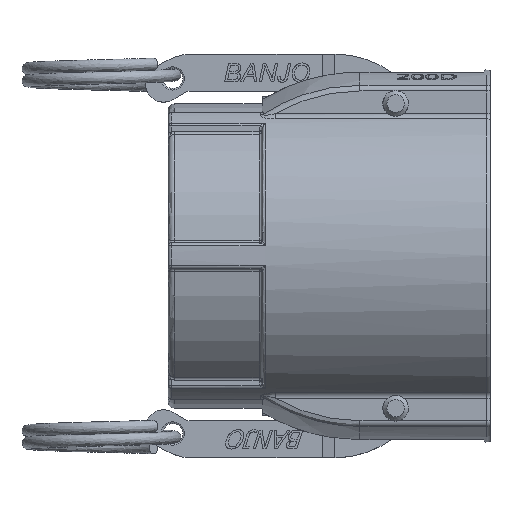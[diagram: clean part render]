
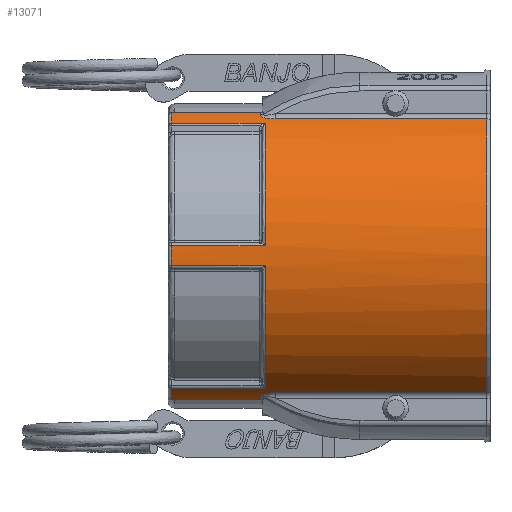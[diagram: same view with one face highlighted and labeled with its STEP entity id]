
A CAD part, top view. The second image highlights one B-rep face of the part: STEP entity #13071.
In plain terms, the highlighted cylindrical face has radius 39.37 mm (diameter 78.74 mm), a partial arc.
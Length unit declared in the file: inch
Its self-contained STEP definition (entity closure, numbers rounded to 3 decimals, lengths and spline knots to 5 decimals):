
#802=CYLINDRICAL_SURFACE('',#14118,1.55);
#997=FACE_OUTER_BOUND('',#1792,.T.);
#1792=EDGE_LOOP('',(#9285,#9286,#9287,#9288,#9289,#9290,#9291,#9292,#9293,
#9294,#9295,#9296,#9297,#9298,#9299,#9300,#9301,#9302));
#2596=CIRCLE('',#14004,1.55);
#2665=CIRCLE('',#14117,1.55);
#2666=CIRCLE('',#14119,1.55);
#2667=CIRCLE('',#14120,1.55);
#2668=CIRCLE('',#14121,1.55);
#2669=CIRCLE('',#14122,1.55);
#2670=CIRCLE('',#14123,1.55);
#2671=CIRCLE('',#14124,1.55);
#3001=B_SPLINE_CURVE_WITH_KNOTS('',3,(#19318,#19319,#19320,#19321,#19322,
#19323,#19324),.UNSPECIFIED.,.F.,.F.,(4,1,1,1,4),(-0.46363,-0.26493,
-0.13247,-0.06623,0.),.UNSPECIFIED.);
#3002=B_SPLINE_CURVE_WITH_KNOTS('',3,(#19328,#19329,#19330,#19331,#19332,
#19333,#19334),.UNSPECIFIED.,.F.,.F.,(4,1,1,1,4),(-0.46304,-0.39689,
-0.2646,-0.1323,0.),.UNSPECIFIED.);
#3679=LINE('',#18303,#4599);
#3714=LINE('',#18650,#4634);
#3722=LINE('',#18852,#4642);
#3747=LINE('',#19311,#4667);
#3748=LINE('',#19315,#4668);
#3749=LINE('',#19326,#4669);
#3750=LINE('',#19338,#4670);
#3751=LINE('',#19341,#4671);
#4599=VECTOR('',#14939,0.3937);
#4634=VECTOR('',#15142,0.3937);
#4642=VECTOR('',#15194,0.3937);
#4667=VECTOR('',#15335,0.3937);
#4668=VECTOR('',#15338,0.3937);
#4669=VECTOR('',#15341,0.3937);
#4670=VECTOR('',#15344,0.3937);
#4671=VECTOR('',#15347,0.3937);
#5556=VERTEX_POINT('',#18300);
#5557=VERTEX_POINT('',#18302);
#5599=VERTEX_POINT('',#18412);
#5612=VERTEX_POINT('',#18501);
#5625=VERTEX_POINT('',#18628);
#5627=VERTEX_POINT('',#18648);
#5632=VERTEX_POINT('',#18687);
#5645=VERTEX_POINT('',#18826);
#5647=VERTEX_POINT('',#18850);
#5702=VERTEX_POINT('',#19310);
#5703=VERTEX_POINT('',#19312);
#5704=VERTEX_POINT('',#19314);
#5705=VERTEX_POINT('',#19316);
#5706=VERTEX_POINT('',#19325);
#5707=VERTEX_POINT('',#19327);
#5708=VERTEX_POINT('',#19335);
#5709=VERTEX_POINT('',#19337);
#5710=VERTEX_POINT('',#19339);
#6883=EDGE_CURVE('',#5556,#5557,#3679,.T.);
#6939=EDGE_CURVE('',#5599,#5556,#2596,.T.);
#6985=EDGE_CURVE('',#5627,#5625,#3714,.T.);
#7016=EDGE_CURVE('',#5647,#5645,#3722,.T.);
#7098=EDGE_CURVE('',#5625,#5612,#2665,.T.);
#7099=EDGE_CURVE('',#5702,#5612,#3747,.T.);
#7100=EDGE_CURVE('',#5703,#5627,#2666,.T.);
#7101=EDGE_CURVE('',#5704,#5703,#3748,.T.);
#7102=EDGE_CURVE('',#5705,#5704,#2667,.T.);
#7103=EDGE_CURVE('',#5557,#5705,#3001,.T.);
#7104=EDGE_CURVE('',#5706,#5599,#3749,.T.);
#7105=EDGE_CURVE('',#5707,#5706,#3002,.T.);
#7106=EDGE_CURVE('',#5708,#5707,#2668,.T.);
#7107=EDGE_CURVE('',#5709,#5708,#3750,.T.);
#7108=EDGE_CURVE('',#5710,#5709,#2669,.T.);
#7109=EDGE_CURVE('',#5710,#5632,#3751,.T.);
#7110=EDGE_CURVE('',#5645,#5632,#2670,.T.);
#7111=EDGE_CURVE('',#5702,#5647,#2671,.T.);
#9285=ORIENTED_EDGE('',*,*,#7099,.T.);
#9286=ORIENTED_EDGE('',*,*,#7098,.F.);
#9287=ORIENTED_EDGE('',*,*,#6985,.F.);
#9288=ORIENTED_EDGE('',*,*,#7100,.F.);
#9289=ORIENTED_EDGE('',*,*,#7101,.F.);
#9290=ORIENTED_EDGE('',*,*,#7102,.F.);
#9291=ORIENTED_EDGE('',*,*,#7103,.F.);
#9292=ORIENTED_EDGE('',*,*,#6883,.F.);
#9293=ORIENTED_EDGE('',*,*,#6939,.F.);
#9294=ORIENTED_EDGE('',*,*,#7104,.F.);
#9295=ORIENTED_EDGE('',*,*,#7105,.F.);
#9296=ORIENTED_EDGE('',*,*,#7106,.F.);
#9297=ORIENTED_EDGE('',*,*,#7107,.F.);
#9298=ORIENTED_EDGE('',*,*,#7108,.F.);
#9299=ORIENTED_EDGE('',*,*,#7109,.T.);
#9300=ORIENTED_EDGE('',*,*,#7110,.F.);
#9301=ORIENTED_EDGE('',*,*,#7016,.F.);
#9302=ORIENTED_EDGE('',*,*,#7111,.F.);
#13071=ADVANCED_FACE('',(#997),#802,.T.);
#14004=AXIS2_PLACEMENT_3D('',#18414,#15057,#15058);
#14117=AXIS2_PLACEMENT_3D('',#19308,#15331,#15332);
#14118=AXIS2_PLACEMENT_3D('',#19309,#15333,#15334);
#14119=AXIS2_PLACEMENT_3D('',#19313,#15336,#15337);
#14120=AXIS2_PLACEMENT_3D('',#19317,#15339,#15340);
#14121=AXIS2_PLACEMENT_3D('',#19336,#15342,#15343);
#14122=AXIS2_PLACEMENT_3D('',#19340,#15345,#15346);
#14123=AXIS2_PLACEMENT_3D('',#19342,#15348,#15349);
#14124=AXIS2_PLACEMENT_3D('',#19343,#15350,#15351);
#14939=DIRECTION('',(-1.,0.,0.));
#15057=DIRECTION('center_axis',(1.,0.,0.));
#15058=DIRECTION('ref_axis',(0.,0.,1.));
#15142=DIRECTION('',(1.,0.,0.));
#15194=DIRECTION('',(1.,0.,0.));
#15331=DIRECTION('center_axis',(-1.,0.,0.));
#15332=DIRECTION('ref_axis',(0.,-0.497,0.868));
#15333=DIRECTION('center_axis',(1.,0.,0.));
#15334=DIRECTION('ref_axis',(0.,1.,0.));
#15335=DIRECTION('',(1.,0.,0.));
#15336=DIRECTION('center_axis',(-1.,0.,0.));
#15337=DIRECTION('ref_axis',(0.,-0.866,0.5));
#15338=DIRECTION('',(-1.,0.,0.));
#15339=DIRECTION('center_axis',(1.,0.,0.));
#15340=DIRECTION('ref_axis',(0.,-0.892,0.451));
#15341=DIRECTION('',(1.,0.,0.));
#15342=DIRECTION('center_axis',(1.,0.,0.));
#15343=DIRECTION('ref_axis',(0.,0.892,0.451));
#15344=DIRECTION('',(1.,0.,0.));
#15345=DIRECTION('center_axis',(-1.,0.,0.));
#15346=DIRECTION('ref_axis',(0.,0.866,0.5));
#15347=DIRECTION('',(1.,0.,0.));
#15348=DIRECTION('center_axis',(-1.,0.,0.));
#15349=DIRECTION('ref_axis',(0.,0.497,0.868));
#15350=DIRECTION('center_axis',(-1.,0.,0.));
#15351=DIRECTION('ref_axis',(0.,0.,1.));
#18300=CARTESIAN_POINT('',(2.18,-1.32815,0.79907));
#18302=CARTESIAN_POINT('',(0.12686,-1.32815,0.79907));
#18303=CARTESIAN_POINT('',(1.12,-1.32815,0.79907));
#18412=CARTESIAN_POINT('',(2.18,1.32815,0.79907));
#18414=CARTESIAN_POINT('Origin',(2.18,0.,0.));
#18501=CARTESIAN_POINT('',(0.03,-0.09688,1.54697));
#18628=CARTESIAN_POINT('',(0.03,-1.28449,0.86752));
#18648=CARTESIAN_POINT('',(-0.88,-1.28449,0.86752));
#18650=CARTESIAN_POINT('',(1.12,-1.28449,0.86752));
#18687=CARTESIAN_POINT('',(0.03,1.28449,0.86752));
#18826=CARTESIAN_POINT('',(0.03,0.09687,1.54697));
#18850=CARTESIAN_POINT('',(-0.88,0.09687,1.54697));
#18852=CARTESIAN_POINT('',(1.12,0.09687,1.54697));
#19308=CARTESIAN_POINT('Origin',(0.03,0.,0.));
#19309=CARTESIAN_POINT('Origin',(1.12,0.,0.));
#19310=CARTESIAN_POINT('',(-0.88,-0.09688,1.54697));
#19311=CARTESIAN_POINT('',(1.12,-0.09688,1.54697));
#19312=CARTESIAN_POINT('',(-0.88,-1.38815,0.68959));
#19313=CARTESIAN_POINT('Origin',(-0.88,0.,0.));
#19314=CARTESIAN_POINT('',(-0.01631,-1.38815,0.68959));
#19315=CARTESIAN_POINT('',(1.12,-1.38815,0.68959));
#19316=CARTESIAN_POINT('',(-0.01631,-1.367,0.73062));
#19317=CARTESIAN_POINT('Origin',(-0.01631,0.,0.));
#19318=CARTESIAN_POINT('Ctrl Pts',(0.12686,-1.32815,
0.79907));
#19319=CARTESIAN_POINT('Ctrl Pts',(0.10079,-1.32815,
0.79907));
#19320=CARTESIAN_POINT('Ctrl Pts',(0.05701,-1.32992,
0.79616));
#19321=CARTESIAN_POINT('Ctrl Pts',(0.00834,-1.34122,
0.77709));
#19322=CARTESIAN_POINT('Ctrl Pts',(-0.0129,-1.35493,
0.75291));
#19323=CARTESIAN_POINT('Ctrl Pts',(-0.01631,-1.36306,
0.738));
#19324=CARTESIAN_POINT('Ctrl Pts',(-0.01631,-1.367,
0.73062));
#19325=CARTESIAN_POINT('',(0.12686,1.32815,0.79907));
#19326=CARTESIAN_POINT('',(1.12,1.32815,0.79907));
#19327=CARTESIAN_POINT('',(-0.01631,1.367,0.73062));
#19328=CARTESIAN_POINT('Ctrl Pts',(-0.01631,1.367,
0.73062));
#19329=CARTESIAN_POINT('Ctrl Pts',(-0.01631,1.36306,
0.73799));
#19330=CARTESIAN_POINT('Ctrl Pts',(-0.01113,1.35075,
0.76052));
#19331=CARTESIAN_POINT('Ctrl Pts',(0.02359,1.33607,0.78585));
#19332=CARTESIAN_POINT('Ctrl Pts',(0.07434,1.32934,
0.79709));
#19333=CARTESIAN_POINT('Ctrl Pts',(0.1095,1.32815,0.79907));
#19334=CARTESIAN_POINT('Ctrl Pts',(0.12686,1.32815,0.79907));
#19335=CARTESIAN_POINT('',(-0.01631,1.38815,0.68959));
#19336=CARTESIAN_POINT('Origin',(-0.01631,0.,0.));
#19337=CARTESIAN_POINT('',(-0.88,1.38815,0.68959));
#19338=CARTESIAN_POINT('',(1.12,1.38815,0.68959));
#19339=CARTESIAN_POINT('',(-0.88,1.28449,0.86752));
#19340=CARTESIAN_POINT('Origin',(-0.88,0.,0.));
#19341=CARTESIAN_POINT('',(1.12,1.28449,0.86752));
#19342=CARTESIAN_POINT('Origin',(0.03,0.,0.));
#19343=CARTESIAN_POINT('Origin',(-0.88,0.,0.));
